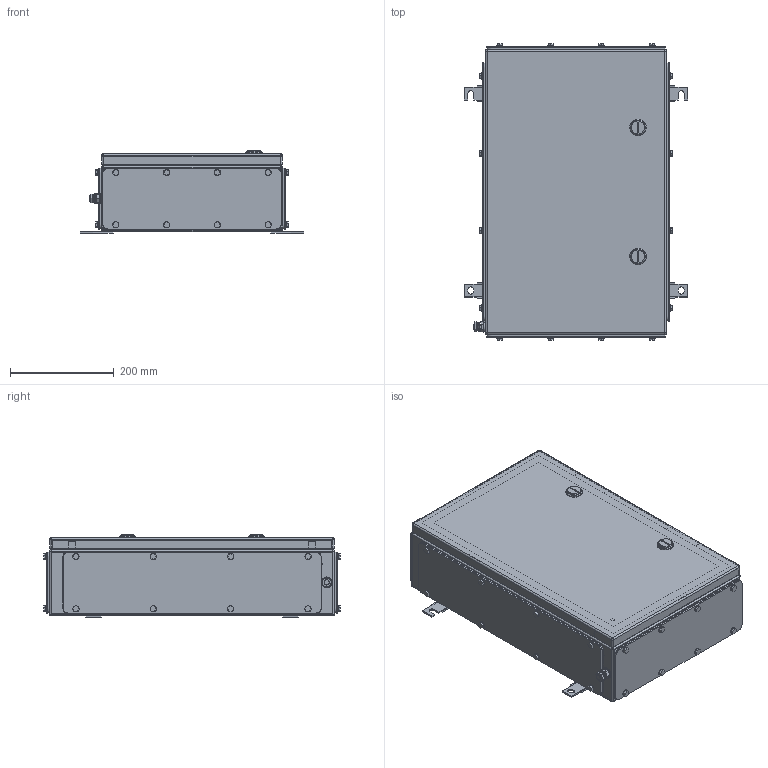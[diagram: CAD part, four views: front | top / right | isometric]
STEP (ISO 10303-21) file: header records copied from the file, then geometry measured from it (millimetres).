
FILE_DESCRIPTION(('CATIA V5 STEP Exchange','CAx-IF Rec.Pracs.--- Model Styling and Organization---1.4--- 2014-01-23'),'2;1');
FILE_NAME ('008831-6_3_1200590000_1200590000.stp','2019-09-23T08:56:01+00:00',('none'),('Weidmueller'),'CATIA Version 5-6 Release 2016 SP3 HF44','CATIA V5 STEP AP214','none');
FILE_SCHEMA(('AUTOMOTIVE_DESIGN { 1 0 10303 214 1 1 1 1 }'));
Products named in the file (1): 1200590000
Bounding box: 431 x 572 x 159.8 mm (x, y, z)
Volume: 1907139.9 mm3; surface area: 1927277.4 mm2
Topology: 118 solids, 120 shells, 2339 faces, 5352 edges, 3362 vertices
Faces by surface type: cylinder 1050, plane 1003, cone 232, sphere 24, torus 22, bspline 8
Entity records: 62533 total; most frequent: CARTESIAN_POINT 12897, ORIENTED_EDGE 10496, DIRECTION 8371, EDGE_CURVE 5248, AXIS2_PLACEMENT_3D 3739, VERTEX_POINT 3362, VECTOR 2912, LINE 2912
